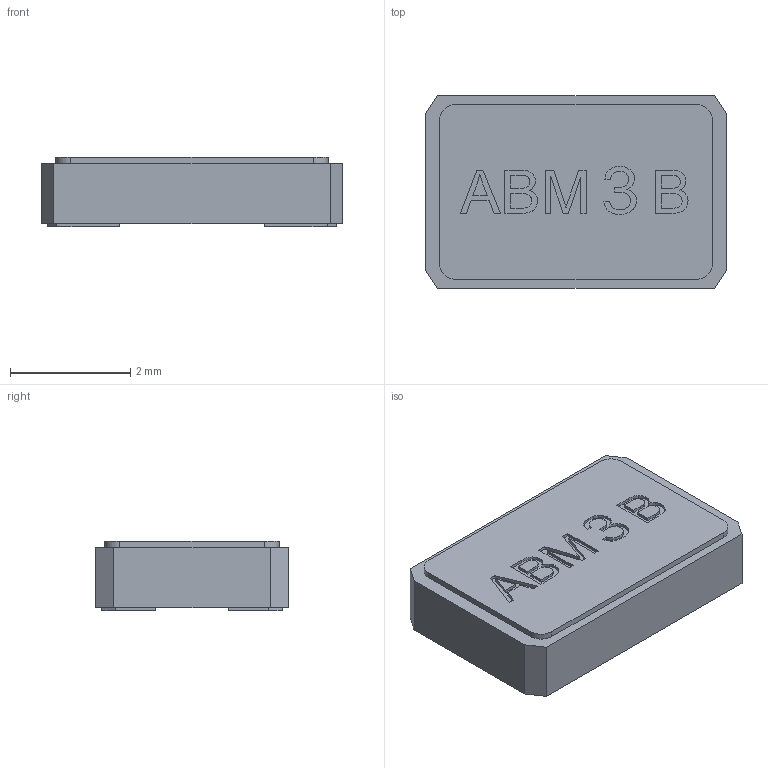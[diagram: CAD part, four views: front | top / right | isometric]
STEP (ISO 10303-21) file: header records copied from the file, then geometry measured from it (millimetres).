
FILE_DESCRIPTION(/* description */ (''),/* implementation_level */ '2;1');
FILE_NAME(/* name */ '99f94a18-0290-4a05-a401-ef2d93231eb9.stp',/* time_stamp */ '2017-08-01T09:01:51+00:00',/* author */ (''),/* organization */ (''),/* preprocessor_version */ 'ST-DEVELOPER v16.13',/* originating_system */ 'Autodesk Translation Framework v6.1.1.50',/* authorisation */ '');
FILE_SCHEMA (('AUTOMOTIVE_DESIGN { 1 0 10303 214 3 1 1 }'));
Length unit declared in the file: millimetre
Products named in the file (1): Oscillator_AMB3B v1
Bounding box: 5 x 3.2 x 1.15 mm (x, y, z)
Volume: 17.4 mm3; surface area: 85.6 mm2
Topology: 6 solids, 6 shells, 185 faces, 489 edges, 326 vertices
Faces by surface type: plane 106, bspline 75, cylinder 4
Entity records: 6392 total; most frequent: CARTESIAN_POINT 2276, ORIENTED_EDGE 978, DIRECTION 569, EDGE_CURVE 489, LINE 331, VECTOR 331, VERTEX_POINT 326, EDGE_LOOP 195
